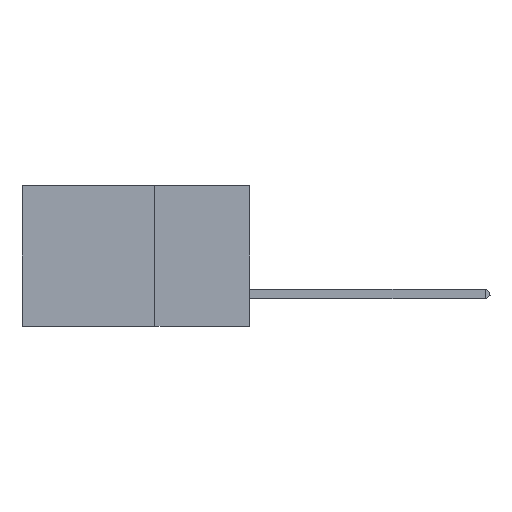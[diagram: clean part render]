
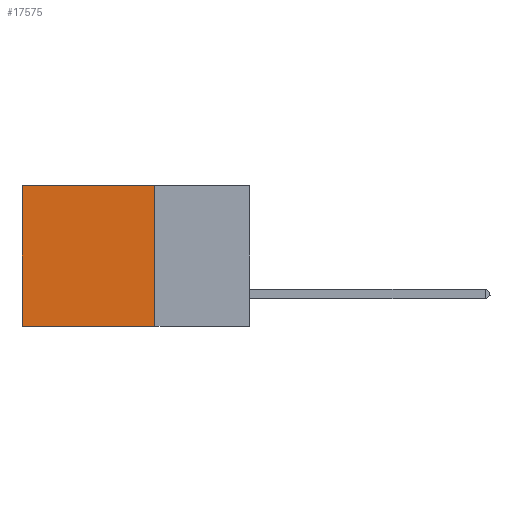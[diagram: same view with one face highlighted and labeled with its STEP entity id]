
A CAD part, left-side view. The second image highlights one B-rep face of the part: STEP entity #17575.
In plain terms, the highlighted planar face has unit normal (-1, 0, 0).
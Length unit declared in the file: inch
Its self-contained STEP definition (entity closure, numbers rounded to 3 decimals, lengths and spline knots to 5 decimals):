
#35 = VECTOR ( 'NONE', #7140, 39.37008 ) ;
#342 = CARTESIAN_POINT ( 'NONE',  ( 0.2875, 0.25, -0.37 ) ) ;
#1775 = VERTEX_POINT ( 'NONE', #342 ) ;
#2254 = EDGE_CURVE ( 'NONE', #20988, #5764, #11114, .T. ) ;
#2517 = ORIENTED_EDGE ( 'NONE', *, *, #21917, .F. ) ;
#3614 = VERTEX_POINT ( 'NONE', #4036 ) ;
#3805 = VECTOR ( 'NONE', #10446, 39.37008 ) ;
#4036 = CARTESIAN_POINT ( 'NONE',  ( 0.2875, 0.25, 0. ) ) ;
#4126 = CARTESIAN_POINT ( 'NONE',  ( 0.2875, 0.25, 0. ) ) ;
#4815 = EDGE_CURVE ( 'NONE', #1775, #5764, #7982, .T. ) ;
#5466 = DIRECTION ( 'NONE',  ( 0., 0., -1. ) ) ;
#5764 = VERTEX_POINT ( 'NONE', #15158 ) ;
#6175 = ORIENTED_EDGE ( 'NONE', *, *, #8928, .T. ) ;
#7028 = VECTOR ( 'NONE', #13466, 39.37008 ) ;
#7112 = ORIENTED_EDGE ( 'NONE', *, *, #4815, .F. ) ;
#7140 = DIRECTION ( 'NONE',  ( 0., 0., -1. ) ) ;
#7982 = LINE ( 'NONE', #15932, #3805 ) ;
#8928 = EDGE_CURVE ( 'NONE', #3614, #20988, #16438, .T. ) ;
#9040 = DIRECTION ( 'NONE',  ( 1., 0., 0. ) ) ;
#10446 = DIRECTION ( 'NONE',  ( 0., 1., 0. ) ) ;
#11114 = LINE ( 'NONE', #12362, #35 ) ;
#12362 = CARTESIAN_POINT ( 'NONE',  ( 0.2875, 0.6, 0. ) ) ;
#12984 = LINE ( 'NONE', #21815, #19957 ) ;
#13466 = DIRECTION ( 'NONE',  ( 0., 1., 0. ) ) ;
#14119 = ORIENTED_EDGE ( 'NONE', *, *, #2254, .T. ) ;
#14577 = EDGE_LOOP ( 'NONE', ( #14119, #7112, #2517, #6175 ) ) ;
#15158 = CARTESIAN_POINT ( 'NONE',  ( 0.2875, 0.6, -0.37 ) ) ;
#15805 = AXIS2_PLACEMENT_3D ( 'NONE', #17837, #9040, #5466 ) ;
#15932 = CARTESIAN_POINT ( 'NONE',  ( 0.2875, 0.25, -0.37 ) ) ;
#16438 = LINE ( 'NONE', #4126, #7028 ) ;
#17575 = ADVANCED_FACE ( 'NONE', ( #19822 ), #17606, .F. ) ;
#17606 = PLANE ( 'NONE',  #15805 ) ;
#17837 = CARTESIAN_POINT ( 'NONE',  ( 0.2875, 0.25, 0. ) ) ;
#18522 = DIRECTION ( 'NONE',  ( 0., 0., -1. ) ) ;
#18676 = CARTESIAN_POINT ( 'NONE',  ( 0.2875, 0.6, 0. ) ) ;
#19822 = FACE_OUTER_BOUND ( 'NONE', #14577, .T. ) ;
#19957 = VECTOR ( 'NONE', #18522, 39.37008 ) ;
#20988 = VERTEX_POINT ( 'NONE', #18676 ) ;
#21815 = CARTESIAN_POINT ( 'NONE',  ( 0.2875, 0.25, 0. ) ) ;
#21917 = EDGE_CURVE ( 'NONE', #3614, #1775, #12984, .T. ) ;
